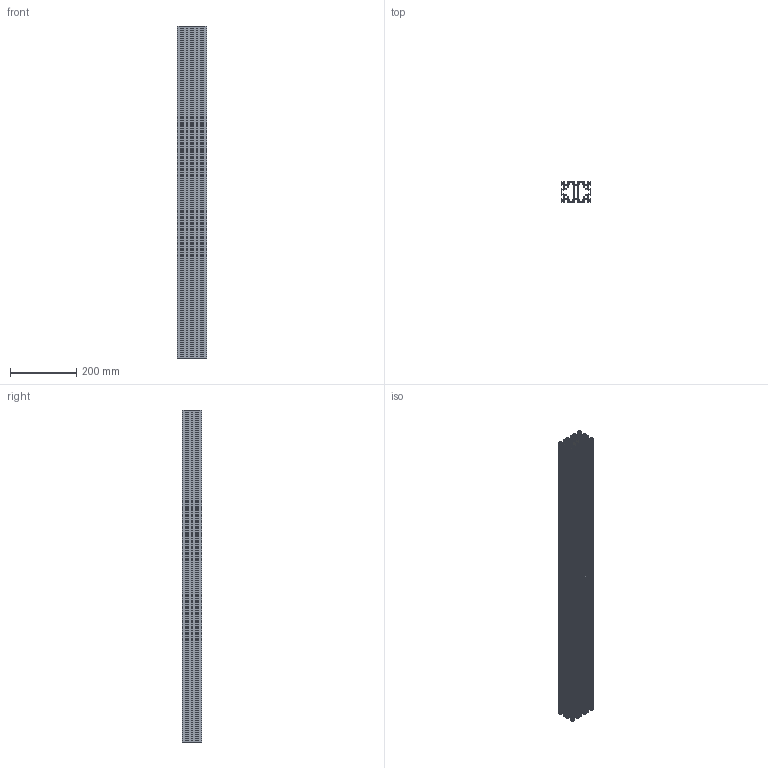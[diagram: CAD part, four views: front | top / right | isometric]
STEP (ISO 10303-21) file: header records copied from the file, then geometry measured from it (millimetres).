
FILE_DESCRIPTION (( 'STEP AP214' ), '1' );
FILE_NAME ('369L Êîíñòðóêöèîííûé ïðîôèëü 60õ90L.STEP', '2019-02-28T10:04:09', ( 'Ïîëüçîâàòåëü Windows' ), ( '' ), 'SwSTEP 2.0', 'SolidWorks 2018', '' );
FILE_SCHEMA (( 'AUTOMOTIVE_DESIGN' ));
Length unit declared in the file: millimetre
Products named in the file (1): 369L Êîíñòðóêöèîííûé ïðîôèëü 60õ90L
Bounding box: 90 x 60 x 1000 mm (x, y, z)
Volume: 889131.7 mm3; surface area: 1324491 mm2
Topology: 1 solids, 1 shells, 990 faces, 2964 edges, 1976 vertices
Faces by surface type: cylinder 556, plane 434
Entity records: 33802 total; most frequent: DIRECTION 6058, CARTESIAN_POINT 5931, ORIENTED_EDGE 5928, EDGE_CURVE 2964, AXIS2_PLACEMENT_3D 2103, VERTEX_POINT 1976, VECTOR 1852, LINE 1852
